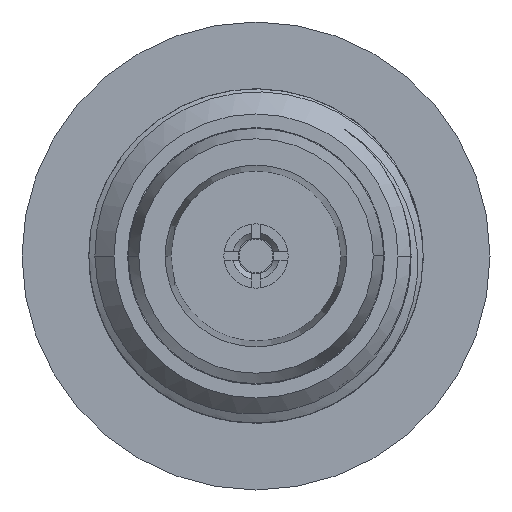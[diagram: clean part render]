
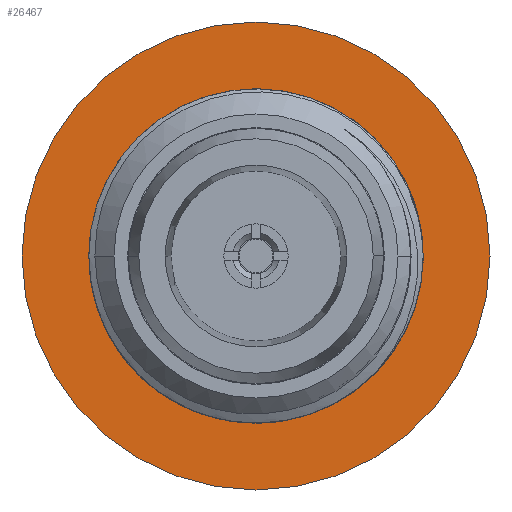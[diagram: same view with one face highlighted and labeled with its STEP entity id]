
A CAD part, left-side view. The second image highlights one B-rep face of the part: STEP entity #26467.
In plain terms, the highlighted planar face has unit normal (-1, 0, 0).
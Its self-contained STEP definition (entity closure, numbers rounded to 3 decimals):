
#6142=CARTESIAN_POINT('',(-5.867,0.,0.));
#6143=DIRECTION('',(-1.,0.,0.));
#6144=DIRECTION('',(0.,1.,0.));
#6145=AXIS2_PLACEMENT_3D('',#6142,#6143,#6144);
#6152=CARTESIAN_POINT('',(-5.867,0.,0.));
#6153=DIRECTION('',(-1.,0.,0.));
#6154=DIRECTION('',(0.,1.,0.));
#6155=AXIS2_PLACEMENT_3D('',#6152,#6153,#6154);
#6157=CARTESIAN_POINT('',(-5.867,0.,0.));
#6158=DIRECTION('',(1.,0.,0.));
#6159=DIRECTION('',(0.,1.,0.));
#6160=AXIS2_PLACEMENT_3D('',#6157,#6158,#6159);
#6162=CARTESIAN_POINT('',(-5.867,0.,0.));
#6163=DIRECTION('',(-1.,0.,0.));
#6164=DIRECTION('',(0.,-1.,0.));
#6165=AXIS2_PLACEMENT_3D('',#6162,#6163,#6164);
#18279=CARTESIAN_POINT('',(-5.867,11.113,0.));
#18280=CARTESIAN_POINT('',(-5.867,-11.113,0.));
#18281=VERTEX_POINT('',#18279);
#18282=VERTEX_POINT('',#18280);
#18292=CARTESIAN_POINT('',(-5.867,-7.366,0.));
#18294=VERTEX_POINT('',#18292);
#18295=CARTESIAN_POINT('',(-5.867,7.366,0.));
#18296=VERTEX_POINT('',#18295);
#26451=CARTESIAN_POINT('',(-5.867,0.,0.));
#26452=DIRECTION('',(-1.,0.,0.));
#26453=DIRECTION('',(0.,1.,0.));
#26454=AXIS2_PLACEMENT_3D('',#26451,#26452,#26453);
#26455=PLANE('',#26454);
#26456=ORIENTED_EDGE('',*,*,#26441,.F.);
#26458=ORIENTED_EDGE('',*,*,#26457,.F.);
#26459=EDGE_LOOP('',(#26456,#26458));
#26460=FACE_OUTER_BOUND('',#26459,.F.);
#26462=ORIENTED_EDGE('',*,*,#26461,.T.);
#26464=ORIENTED_EDGE('',*,*,#26463,.F.);
#26465=EDGE_LOOP('',(#26462,#26464));
#26466=FACE_BOUND('',#26465,.F.);
#26467=ADVANCED_FACE('',(#26460,#26466),#26455,.T.);
#6146=CIRCLE('',#6145,11.113);
#6156=CIRCLE('',#6155,7.366);
#6161=CIRCLE('',#6160,7.366);
#6166=CIRCLE('',#6165,11.113);
#26441=EDGE_CURVE('',#18281,#18282,#6146,.T.);
#26457=EDGE_CURVE('',#18282,#18281,#6166,.T.);
#26461=EDGE_CURVE('',#18296,#18294,#6156,.T.);
#26463=EDGE_CURVE('',#18296,#18294,#6161,.T.);
